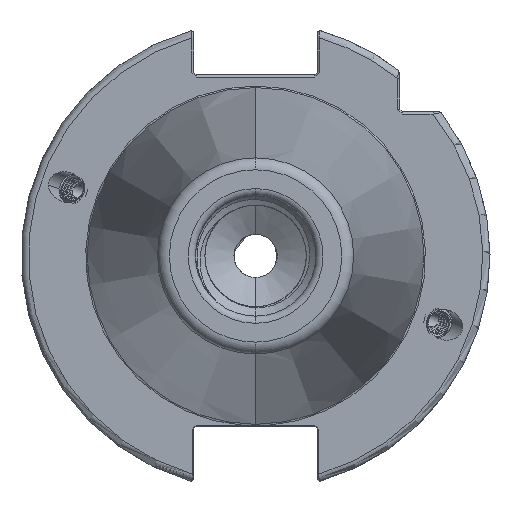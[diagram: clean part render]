
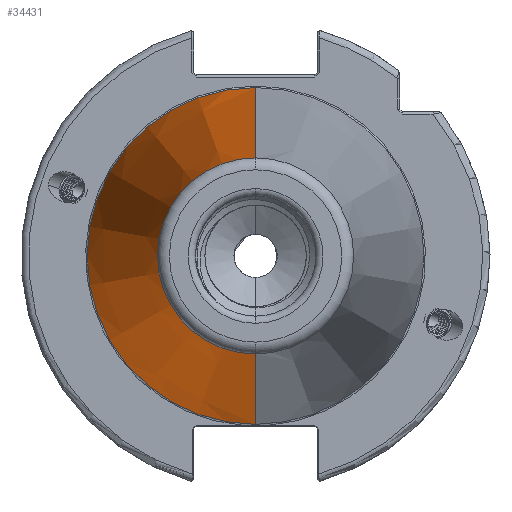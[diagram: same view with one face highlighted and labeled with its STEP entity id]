
A CAD part, left-side view. The second image highlights one B-rep face of the part: STEP entity #34431.
In plain terms, the highlighted conical face has half-angle 8.297 degrees and reference radius 35.392 mm.
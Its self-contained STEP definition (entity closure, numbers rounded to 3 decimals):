
#608 = CONICAL_SURFACE ( 'NONE', #5154, 35.392, 0.145 ) ;
#700 = FACE_OUTER_BOUND ( 'NONE', #29058, .T. ) ;
#5154 = AXIS2_PLACEMENT_3D ( 'NONE', #6856, #6851, #6855 ) ;
#5790 = AXIS2_PLACEMENT_3D ( 'NONE', #26338, #26313, #26331 ) ;
#5889 = AXIS2_PLACEMENT_3D ( 'NONE', #26560, #26554, #26564 ) ;
#5921 = AXIS2_PLACEMENT_3D ( 'NONE', #26792, #26773, #26794 ) ;
#6109 = EDGE_CURVE ( 'NONE', #28129, #28116, #28725, .T. ) ;
#6118 = EDGE_CURVE ( 'NONE', #28116, #28235, #28719, .T. ) ;
#6128 = EDGE_CURVE ( 'NONE', #28129, #28142, #28674, .T. ) ;
#6147 = EDGE_CURVE ( 'NONE', #28142, #28194, #28693, .T. ) ;
#6171 = EDGE_CURVE ( 'NONE', #28194, #28235, #28689, .T. ) ;
#6851 = DIRECTION ( 'NONE',  ( 1., 0., 0. ) ) ;
#6855 = DIRECTION ( 'NONE',  ( 0., 0., -1. ) ) ;
#6856 = CARTESIAN_POINT ( 'NONE',  ( 0., 0., 0. ) ) ;
#8993 = CARTESIAN_POINT ( 'NONE',  ( -102.811, 0., 20.399 ) ) ;
#9049 = CARTESIAN_POINT ( 'NONE',  ( -102.811, 0., -20.399 ) ) ;
#9071 = CARTESIAN_POINT ( 'NONE',  ( -2.5, 35.027, 0. ) ) ;
#9072 = CARTESIAN_POINT ( 'NONE',  ( -2.5, 0., -35.027 ) ) ;
#9148 = CARTESIAN_POINT ( 'NONE',  ( -2.5, 0., 35.027 ) ) ;
#26313 = DIRECTION ( 'NONE',  ( 1., 0., 0. ) ) ;
#26321 = DIRECTION ( 'NONE',  ( 0.99, 0., 0.144 ) ) ;
#26331 = DIRECTION ( 'NONE',  ( 0., 0., 1. ) ) ;
#26337 = CARTESIAN_POINT ( 'NONE',  ( 0., 0., 35.392 ) ) ;
#26338 = CARTESIAN_POINT ( 'NONE',  ( -102.811, 0., 0. ) ) ;
#26376 = CARTESIAN_POINT ( 'NONE',  ( 0., 0., -35.392 ) ) ;
#26393 = DIRECTION ( 'NONE',  ( 0.99, 0., -0.144 ) ) ;
#26554 = DIRECTION ( 'NONE',  ( 1., 0., 0. ) ) ;
#26560 = CARTESIAN_POINT ( 'NONE',  ( -2.5, 0., 0. ) ) ;
#26564 = DIRECTION ( 'NONE',  ( 0., 1., 0. ) ) ;
#26773 = DIRECTION ( 'NONE',  ( 1., 0., 0. ) ) ;
#26792 = CARTESIAN_POINT ( 'NONE',  ( -2.5, 0., 0. ) ) ;
#26794 = DIRECTION ( 'NONE',  ( 0., 1., 0. ) ) ;
#28116 = VERTEX_POINT ( 'NONE', #8993 ) ;
#28129 = VERTEX_POINT ( 'NONE', #9049 ) ;
#28142 = VERTEX_POINT ( 'NONE', #9072 ) ;
#28194 = VERTEX_POINT ( 'NONE', #9071 ) ;
#28235 = VERTEX_POINT ( 'NONE', #9148 ) ;
#28674 = LINE ( 'NONE', #26376, #28688 ) ;
#28688 = VECTOR ( 'NONE', #26393, 1000. ) ;
#28689 = CIRCLE ( 'NONE', #5921, 35.027 ) ;
#28693 = CIRCLE ( 'NONE', #5889, 35.027 ) ;
#28719 = LINE ( 'NONE', #26337, #28720 ) ;
#28720 = VECTOR ( 'NONE', #26321, 1000. ) ;
#28725 = CIRCLE ( 'NONE', #5790, 20.399 ) ;
#29058 = EDGE_LOOP ( 'NONE', ( #33361, #33261, #33339, #33293, #33325 ) ) ;
#33261 = ORIENTED_EDGE ( 'NONE', *, *, #6118, .T. ) ;
#33293 = ORIENTED_EDGE ( 'NONE', *, *, #6147, .F. ) ;
#33325 = ORIENTED_EDGE ( 'NONE', *, *, #6128, .F. ) ;
#33339 = ORIENTED_EDGE ( 'NONE', *, *, #6171, .F. ) ;
#33361 = ORIENTED_EDGE ( 'NONE', *, *, #6109, .T. ) ;
#34431 = ADVANCED_FACE ( 'NONE', ( #700 ), #608, .T. ) ;
